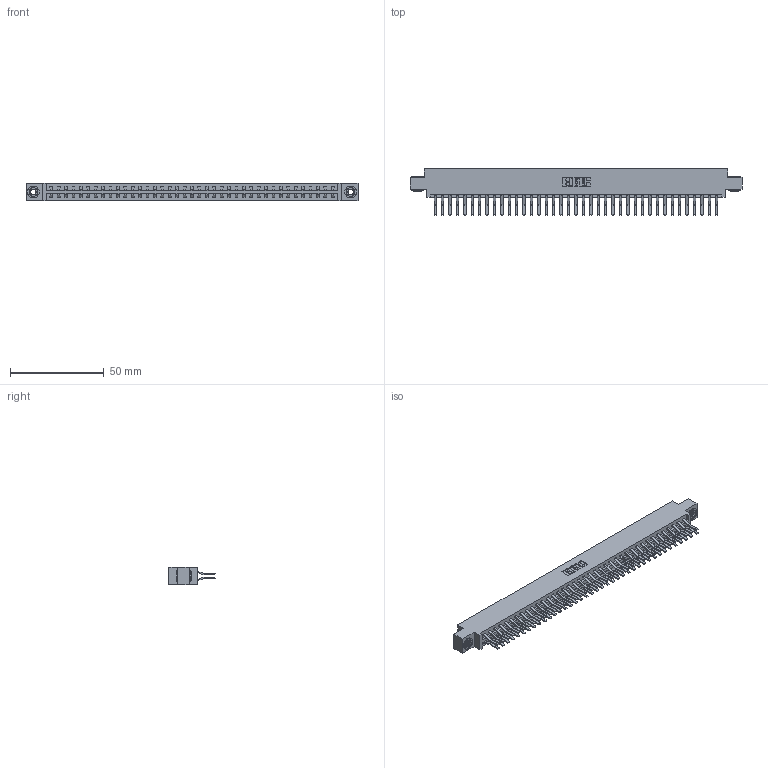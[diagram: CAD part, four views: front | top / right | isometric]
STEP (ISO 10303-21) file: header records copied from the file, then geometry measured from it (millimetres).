
FILE_DESCRIPTION (( 'STEP AP203' ), '1' );
FILE_NAME ('337-078-560-803.STEP', '2018-08-12T17:06:17', ( '' ), ( '' ), 'SwSTEP 2.0', 'SolidWorks 2016', '' );
FILE_SCHEMA (( 'CONFIG_CONTROL_DESIGN' ));
Length unit declared in the file: inch
Products named in the file (4): 337 Part_0.170 Offset - 0.156 Dia-TH; 345-292-001_560 Tail; 345-250-002_345-250-002-102; 337-078-560-803
Assembly tree (81 placements, depth 2):
  337-078-560-803
    337 Part_0.170 Offset - 0.156 Dia-TH
    345-292-001_560 Tail  x78
    345-250-002_345-250-002-102  x2
Bounding box: 177.55 x 24.78 x 9.4 mm (x, y, z)
Volume: 19084.4 mm3; surface area: 23357.8 mm2
Topology: 81 solids, 81 shells, 4524 faces, 13425 edges, 8842 vertices
Faces by surface type: plane 3048, cylinder 1468, cone 8
Entity records: 31496 total; most frequent: CARTESIAN_POINT 5285, ORIENTED_EDGE 5214, DIRECTION 4537, EDGE_CURVE 2607, VECTOR 2451, LINE 2451, VERTEX_POINT 1734, AXIS2_PLACEMENT_3D 1043
